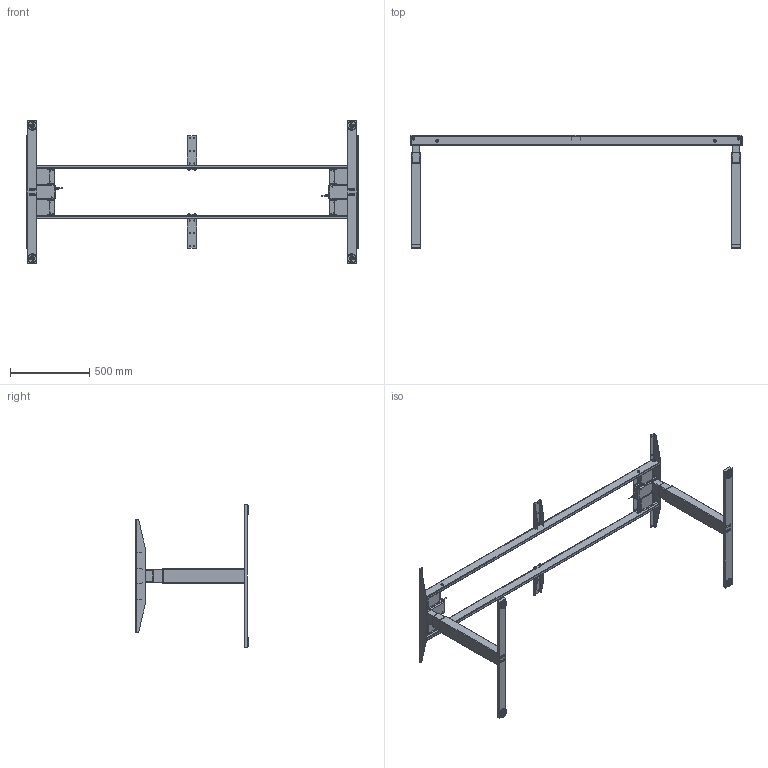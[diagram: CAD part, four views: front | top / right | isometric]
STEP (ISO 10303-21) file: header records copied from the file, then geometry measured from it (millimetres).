
FILE_DESCRIPTION (( 'STEP AP203' ), '1' );
FILE_NAME ('C-2 Först. Konf. 2.0_CL23YOxxxxxxx_ram 2100-2600, fot 900.STEP', '2019-01-04T06:31:59', ( '' ), ( '' ), 'SwSTEP 2.0', 'SolidWorks 2015', '' );
FILE_SCHEMA (( 'CONFIG_CONTROL_DESIGN' ));
Length unit declared in the file: millimetre
Products named in the file (1): C-2 Först. Konf. 2.0_CL23YOxxxxxxx_ram 2100-2600, fot 900
Bounding box: 2100 x 716.1 x 900 mm (x, y, z)
Surface area: 2507843.4 mm2 (no closed solid volume)
Topology: 0 solids, 212 shells, 1178 faces, 5998 edges, 4962 vertices
Faces by surface type: plane 536, cylinder 424, cone 140, torus 66, sphere 8, bspline 4
Entity records: 63092 total; most frequent: CARTESIAN_POINT 17263, DIRECTION 9404, ORIENTED_EDGE 7782, EDGE_CURVE 5982, VERTEX_POINT 4962, AXIS2_PLACEMENT_3D 3231, VECTOR 2942, LINE 2942
